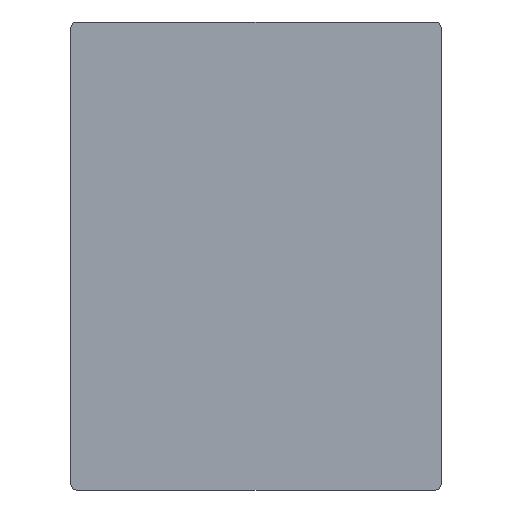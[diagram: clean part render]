
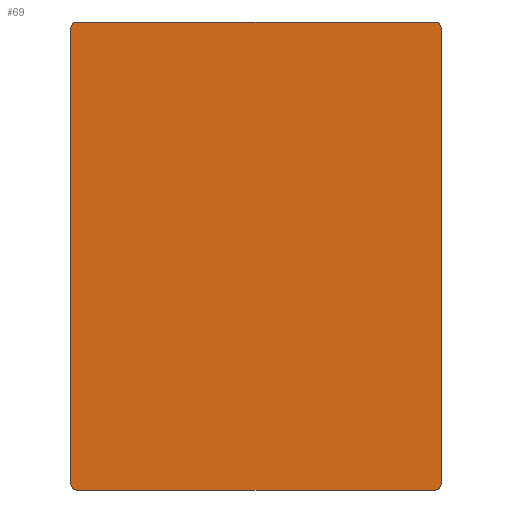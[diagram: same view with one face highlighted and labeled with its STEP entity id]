
A CAD part, front view. The second image highlights one B-rep face of the part: STEP entity #69.
In plain terms, the highlighted planar face has unit normal (0, -1, 0).
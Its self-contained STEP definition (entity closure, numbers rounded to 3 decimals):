
#28 = ORIENTED_EDGE ( 'NONE', *, *, #1100, .T. ) ;
#69 = ADVANCED_FACE ( 'NONE', ( #1014 ), #1110, .T. ) ;
#75 = LINE ( 'NONE', #1180, #99 ) ;
#83 = DIRECTION ( 'NONE',  ( 0., 0., 1. ) ) ;
#91 = CARTESIAN_POINT ( 'NONE',  ( -23.75, 0., 30. ) ) ;
#98 = CARTESIAN_POINT ( 'NONE',  ( -23.75, 0., 29.2 ) ) ;
#99 = VECTOR ( 'NONE', #974, 1000. ) ;
#108 = CARTESIAN_POINT ( 'NONE',  ( 22.95, 0., -29.2 ) ) ;
#118 = LINE ( 'NONE', #91, #618 ) ;
#131 = CARTESIAN_POINT ( 'NONE',  ( -22.95, 0., 30. ) ) ;
#155 = CARTESIAN_POINT ( 'NONE',  ( -23.75, 0., -29.2 ) ) ;
#204 = CIRCLE ( 'NONE', #380, 0.8 ) ;
#208 = EDGE_CURVE ( 'NONE', #723, #817, #922, .T. ) ;
#232 = AXIS2_PLACEMENT_3D ( 'NONE', #1209, #1049, #1030 ) ;
#234 = EDGE_CURVE ( 'NONE', #603, #1165, #774, .T. ) ;
#280 = VERTEX_POINT ( 'NONE', #98 ) ;
#285 = EDGE_CURVE ( 'NONE', #943, #280, #118, .T. ) ;
#316 = DIRECTION ( 'NONE',  ( 0., -1., 0. ) ) ;
#360 = CARTESIAN_POINT ( 'NONE',  ( -23.75, 0., -30. ) ) ;
#367 = DIRECTION ( 'NONE',  ( 0., 0., -1. ) ) ;
#372 = CIRCLE ( 'NONE', #375, 0.8 ) ;
#375 = AXIS2_PLACEMENT_3D ( 'NONE', #108, #316, #402 ) ;
#379 = DIRECTION ( 'NONE',  ( 0., -1., 0. ) ) ;
#380 = AXIS2_PLACEMENT_3D ( 'NONE', #389, #379, #367 ) ;
#389 = CARTESIAN_POINT ( 'NONE',  ( -22.95, 0., -29.2 ) ) ;
#402 = DIRECTION ( 'NONE',  ( 0., 0., -1. ) ) ;
#424 = CIRCLE ( 'NONE', #1009, 0.8 ) ;
#441 = DIRECTION ( 'NONE',  ( -1., 0., 0. ) ) ;
#457 = EDGE_CURVE ( 'NONE', #1152, #817, #661, .T. ) ;
#460 = DIRECTION ( 'NONE',  ( 0., 0., -1. ) ) ;
#466 = DIRECTION ( 'NONE',  ( 0., -1., 0. ) ) ;
#472 = CARTESIAN_POINT ( 'NONE',  ( -22.95, 0., 29.2 ) ) ;
#474 = ORIENTED_EDGE ( 'NONE', *, *, #208, .T. ) ;
#479 = DIRECTION ( 'NONE',  ( 0., 0., -1. ) ) ;
#483 = DIRECTION ( 'NONE',  ( 0., -1., 0. ) ) ;
#497 = CARTESIAN_POINT ( 'NONE',  ( 22.95, 0., 29.2 ) ) ;
#503 = CARTESIAN_POINT ( 'NONE',  ( -23.75, 0., 30. ) ) ;
#527 = ORIENTED_EDGE ( 'NONE', *, *, #1173, .F. ) ;
#529 = CARTESIAN_POINT ( 'NONE',  ( 23.75, 0., 29.2 ) ) ;
#539 = DIRECTION ( 'NONE',  ( 1., 0., 0. ) ) ;
#551 = EDGE_CURVE ( 'NONE', #943, #1165, #204, .T. ) ;
#578 = CARTESIAN_POINT ( 'NONE',  ( 22.95, 0., -30. ) ) ;
#597 = ORIENTED_EDGE ( 'NONE', *, *, #457, .F. ) ;
#603 = VERTEX_POINT ( 'NONE', #578 ) ;
#618 = VECTOR ( 'NONE', #83, 1000. ) ;
#661 = LINE ( 'NONE', #503, #760 ) ;
#723 = VERTEX_POINT ( 'NONE', #529 ) ;
#732 = VECTOR ( 'NONE', #441, 1000. ) ;
#760 = VECTOR ( 'NONE', #539, 1000. ) ;
#774 = LINE ( 'NONE', #360, #732 ) ;
#817 = VERTEX_POINT ( 'NONE', #1232 ) ;
#907 = AXIS2_PLACEMENT_3D ( 'NONE', #497, #483, #479 ) ;
#920 = ORIENTED_EDGE ( 'NONE', *, *, #285, .F. ) ;
#922 = CIRCLE ( 'NONE', #907, 0.8 ) ;
#943 = VERTEX_POINT ( 'NONE', #155 ) ;
#974 = DIRECTION ( 'NONE',  ( 0., 0., -1. ) ) ;
#978 = CARTESIAN_POINT ( 'NONE',  ( -22.95, 0., -30. ) ) ;
#994 = EDGE_LOOP ( 'NONE', ( #920, #1012, #1186, #1237, #527, #474, #597, #28 ) ) ;
#1009 = AXIS2_PLACEMENT_3D ( 'NONE', #472, #466, #460 ) ;
#1012 = ORIENTED_EDGE ( 'NONE', *, *, #551, .T. ) ;
#1014 = FACE_OUTER_BOUND ( 'NONE', #994, .T. ) ;
#1030 = DIRECTION ( 'NONE',  ( 0., 0., -1. ) ) ;
#1049 = DIRECTION ( 'NONE',  ( 0., -1., 0. ) ) ;
#1071 = CARTESIAN_POINT ( 'NONE',  ( 23.75, 0., -29.2 ) ) ;
#1100 = EDGE_CURVE ( 'NONE', #1152, #280, #424, .T. ) ;
#1110 = PLANE ( 'NONE',  #232 ) ;
#1152 = VERTEX_POINT ( 'NONE', #131 ) ;
#1165 = VERTEX_POINT ( 'NONE', #978 ) ;
#1173 = EDGE_CURVE ( 'NONE', #723, #1213, #75, .T. ) ;
#1180 = CARTESIAN_POINT ( 'NONE',  ( 23.75, 0., 30. ) ) ;
#1186 = ORIENTED_EDGE ( 'NONE', *, *, #234, .F. ) ;
#1191 = EDGE_CURVE ( 'NONE', #603, #1213, #372, .T. ) ;
#1209 = CARTESIAN_POINT ( 'NONE',  ( 0., 0., 0. ) ) ;
#1213 = VERTEX_POINT ( 'NONE', #1071 ) ;
#1232 = CARTESIAN_POINT ( 'NONE',  ( 22.95, 0., 30. ) ) ;
#1237 = ORIENTED_EDGE ( 'NONE', *, *, #1191, .T. ) ;
